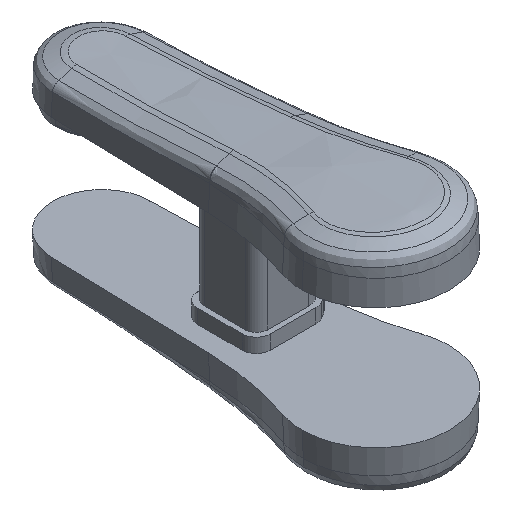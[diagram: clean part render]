
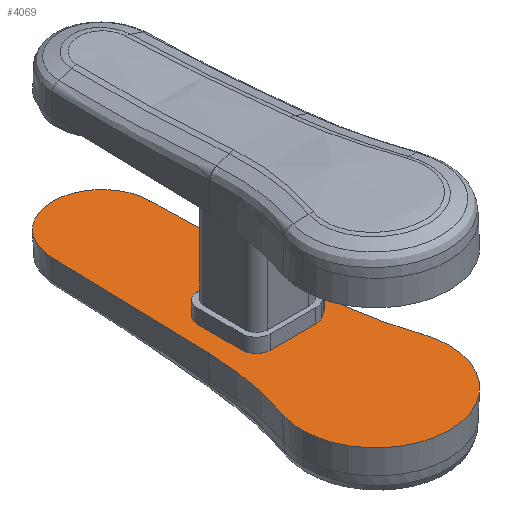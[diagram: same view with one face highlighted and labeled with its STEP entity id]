
A CAD part, isometric view. The second image highlights one B-rep face of the part: STEP entity #4069.
In plain terms, the highlighted planar face has unit normal (0, 0, 1).
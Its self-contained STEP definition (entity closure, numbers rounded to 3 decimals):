
#166 = CARTESIAN_POINT ( 'NONE',  ( 68.538, 23.424, 14. ) ) ;
#387 = CARTESIAN_POINT ( 'NONE',  ( 72.43, 0., 14. ) ) ;
#490 = VERTEX_POINT ( 'NONE', #7066 ) ;
#631 = VERTEX_POINT ( 'NONE', #6843 ) ;
#637 = CIRCLE ( 'NONE', #5499, 72.43 ) ;
#709 = ORIENTED_EDGE ( 'NONE', *, *, #4296, .T. ) ;
#1273 = ORIENTED_EDGE ( 'NONE', *, *, #6665, .T. ) ;
#1322 = CARTESIAN_POINT ( 'NONE',  ( 48.414, 271.268, 14. ) ) ;
#1387 = DIRECTION ( 'NONE',  ( 1., 0., 0. ) ) ;
#1642 = ORIENTED_EDGE ( 'NONE', *, *, #4154, .T. ) ;
#1771 = DIRECTION ( 'NONE',  ( 0., 0., 1. ) ) ;
#2380 = ORIENTED_EDGE ( 'NONE', *, *, #4127, .T. ) ;
#2646 = AXIS2_PLACEMENT_3D ( 'NONE', #7659, #8418, #1387 ) ;
#2647 = AXIS2_PLACEMENT_3D ( 'NONE', #9944, #4145, #9216 ) ;
#3028 = CARTESIAN_POINT ( 'NONE',  ( 68.538, 23.424, 14. ) ) ;
#3037 = AXIS2_PLACEMENT_3D ( 'NONE', #7080, #1771, #8771 ) ;
#3090 = EDGE_LOOP ( 'NONE', ( #709, #1642, #7161, #2380, #10659, #10220, #1273, #10575 ) ) ;
#3256 = CARTESIAN_POINT ( 'NONE',  ( -48.414, 271.268, 14. ) ) ;
#3479 = VERTEX_POINT ( 'NONE', #3914 ) ;
#3774 = CARTESIAN_POINT ( 'NONE',  ( 52.577, 112.271, 14. ) ) ;
#3914 = CARTESIAN_POINT ( 'NONE',  ( 52.577, 112.271, 14. ) ) ;
#3936 = CARTESIAN_POINT ( 'NONE',  ( 54.524, 82.049, 14. ) ) ;
#4069 = ADVANCED_FACE ( 'NONE', ( #6300 ), #4532, .T. ) ;
#4127 = EDGE_CURVE ( 'NONE', #4249, #490, #8006, .T. ) ;
#4145 = DIRECTION ( 'NONE',  ( 0., 0., 1. ) ) ;
#4154 = EDGE_CURVE ( 'NONE', #3479, #8618, #10210, .T. ) ;
#4171 = EDGE_CURVE ( 'NONE', #8618, #4249, #8409, .T. ) ;
#4184 = EDGE_CURVE ( 'NONE', #631, #7898, #8788, .T. ) ;
#4249 = VERTEX_POINT ( 'NONE', #3256 ) ;
#4296 = EDGE_CURVE ( 'NONE', #7586, #3479, #9915, .T. ) ;
#4335 = EDGE_CURVE ( 'NONE', #490, #631, #9805, .T. ) ;
#4532 = PLANE ( 'NONE',  #3037 ) ;
#4758 = DIRECTION ( 'NONE',  ( 0., 0., 1. ) ) ;
#4915 = CARTESIAN_POINT ( 'NONE',  ( 52.577, 112.271, 14. ) ) ;
#5357 = VERTEX_POINT ( 'NONE', #387 ) ;
#5499 = AXIS2_PLACEMENT_3D ( 'NONE', #9689, #4758, #10374 ) ;
#6300 = FACE_OUTER_BOUND ( 'NONE', #3090, .T. ) ;
#6665 = EDGE_CURVE ( 'NONE', #7898, #5357, #7892, .T. ) ;
#6743 = CARTESIAN_POINT ( 'NONE',  ( -72.43, 0., 14. ) ) ;
#6843 = CARTESIAN_POINT ( 'NONE',  ( -68.538, 23.424, 14. ) ) ;
#7066 = CARTESIAN_POINT ( 'NONE',  ( -52.577, 112.271, 14. ) ) ;
#7080 = CARTESIAN_POINT ( 'NONE',  ( 57.253, 67.254, 14. ) ) ;
#7161 = ORIENTED_EDGE ( 'NONE', *, *, #4171, .T. ) ;
#7476 = VECTOR ( 'NONE', #10500, 1000. ) ;
#7553 = DIRECTION ( 'NONE',  ( -0.026, -1., 0. ) ) ;
#7586 = VERTEX_POINT ( 'NONE', #166 ) ;
#7659 = CARTESIAN_POINT ( 'NONE',  ( 0., 0., 14. ) ) ;
#7892 = CIRCLE ( 'NONE', #8624, 72.43 ) ;
#7898 = VERTEX_POINT ( 'NONE', #6743 ) ;
#8006 = LINE ( 'NONE', #10525, #8448 ) ;
#8254 = CARTESIAN_POINT ( 'NONE',  ( 63.616, 37.825, 14. ) ) ;
#8409 = CIRCLE ( 'NONE', #2647, 48.43 ) ;
#8418 = DIRECTION ( 'NONE',  ( 0., 0., 1. ) ) ;
#8448 = VECTOR ( 'NONE', #7553, 1000. ) ;
#8618 = VERTEX_POINT ( 'NONE', #1322 ) ;
#8624 = AXIS2_PLACEMENT_3D ( 'NONE', #10689, #10676, #10652 ) ;
#8771 = DIRECTION ( 'NONE',  ( 1., 0., 0. ) ) ;
#8788 = CIRCLE ( 'NONE', #2646, 72.43 ) ;
#9069 = CARTESIAN_POINT ( 'NONE',  ( 59.844, 52.434, 14. ) ) ;
#9216 = DIRECTION ( 'NONE',  ( 1., 0., 0. ) ) ;
#9689 = CARTESIAN_POINT ( 'NONE',  ( 0., 0., 14. ) ) ;
#9751 = EDGE_CURVE ( 'NONE', #5357, #7586, #637, .T. ) ;
#9799 = CARTESIAN_POINT ( 'NONE',  ( 52.975, 97.057, 14. ) ) ;
#9802 = CARTESIAN_POINT ( 'NONE',  ( -68.538, 23.424, 14. ) ) ;
#9805 = B_SPLINE_CURVE_WITH_KNOTS ( 'NONE', 3,
 ( #9854, #10042, #9837, #9825, #9817, #9802 ),
 .UNSPECIFIED., .F., .F.,
 ( 4, 2, 4 ),
 ( 0., 0.045, 0.091 ),
 .UNSPECIFIED. ) ;
#9817 = CARTESIAN_POINT ( 'NONE',  ( -63.616, 37.825, 14. ) ) ;
#9825 = CARTESIAN_POINT ( 'NONE',  ( -59.844, 52.434, 14. ) ) ;
#9837 = CARTESIAN_POINT ( 'NONE',  ( -54.524, 82.049, 14. ) ) ;
#9854 = CARTESIAN_POINT ( 'NONE',  ( -52.577, 112.271, 14. ) ) ;
#9915 = B_SPLINE_CURVE_WITH_KNOTS ( 'NONE', 3,
 ( #3028, #8254, #9069, #3936, #9799, #4915 ),
 .UNSPECIFIED., .F., .F.,
 ( 4, 2, 4 ),
 ( 0., 0.045, 0.091 ),
 .UNSPECIFIED. ) ;
#9944 = CARTESIAN_POINT ( 'NONE',  ( 0., 270., 14. ) ) ;
#10042 = CARTESIAN_POINT ( 'NONE',  ( -52.975, 97.057, 14. ) ) ;
#10210 = LINE ( 'NONE', #3774, #7476 ) ;
#10220 = ORIENTED_EDGE ( 'NONE', *, *, #4184, .T. ) ;
#10374 = DIRECTION ( 'NONE',  ( 1., 0., 0. ) ) ;
#10500 = DIRECTION ( 'NONE',  ( -0.026, 1., 0. ) ) ;
#10525 = CARTESIAN_POINT ( 'NONE',  ( -48.414, 271.268, 14. ) ) ;
#10575 = ORIENTED_EDGE ( 'NONE', *, *, #9751, .T. ) ;
#10652 = DIRECTION ( 'NONE',  ( 1., 0., 0. ) ) ;
#10659 = ORIENTED_EDGE ( 'NONE', *, *, #4335, .T. ) ;
#10676 = DIRECTION ( 'NONE',  ( 0., 0., 1. ) ) ;
#10689 = CARTESIAN_POINT ( 'NONE',  ( 0., 0., 14. ) ) ;
